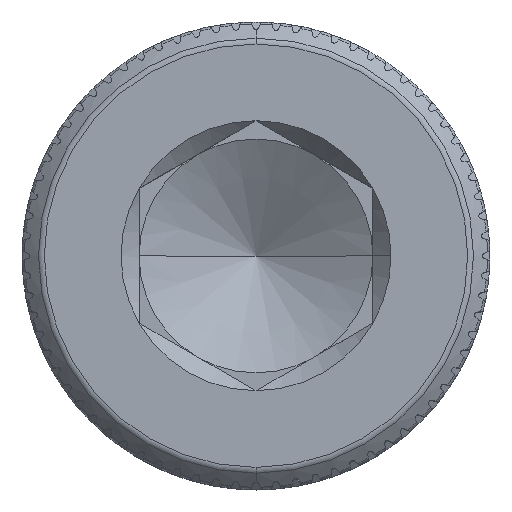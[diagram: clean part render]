
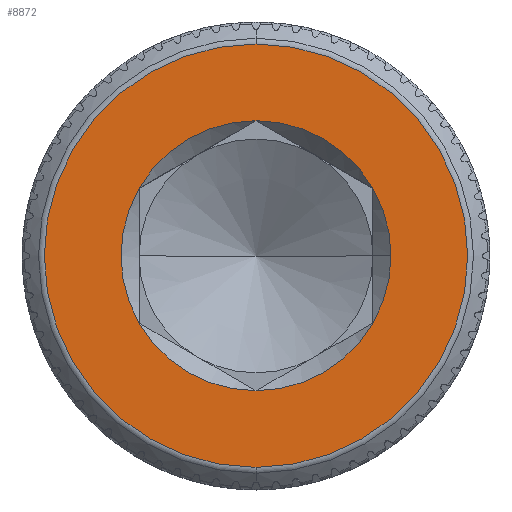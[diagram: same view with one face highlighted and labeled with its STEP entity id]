
A CAD part, top view. The second image highlights one B-rep face of the part: STEP entity #8872.
In plain terms, the highlighted planar face has unit normal (0, 0, 1).
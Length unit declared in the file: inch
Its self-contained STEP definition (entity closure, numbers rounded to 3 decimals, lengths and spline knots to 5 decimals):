
#169 = ORIENTED_EDGE ( 'NONE', *, *, #11229, .F. ) ;
#239 = CARTESIAN_POINT ( 'NONE',  ( 0., 0.33956, 1. ) ) ;
#552 = ORIENTED_EDGE ( 'NONE', *, *, #2511, .F. ) ;
#606 = ORIENTED_EDGE ( 'NONE', *, *, #5326, .F. ) ;
#1037 = DIRECTION ( 'NONE',  ( 0., 0., 1. ) ) ;
#1059 = EDGE_CURVE ( 'NONE', #11063, #3660, #19164, .T. ) ;
#1426 = CIRCLE ( 'NONE', #12755, 0.21651 ) ;
#1512 = ORIENTED_EDGE ( 'NONE', *, *, #12563, .T. ) ;
#1701 = DIRECTION ( 'NONE',  ( 0., 0., -1. ) ) ;
#2511 = EDGE_CURVE ( 'NONE', #5999, #18450, #3045, .T. ) ;
#2662 = FACE_BOUND ( 'NONE', #8636, .T. ) ;
#2831 = CARTESIAN_POINT ( 'NONE',  ( 0., -0.33956, 1. ) ) ;
#2930 = DIRECTION ( 'NONE',  ( 0., 0., 1. ) ) ;
#3000 = CARTESIAN_POINT ( 'NONE',  ( 0., 0., 1. ) ) ;
#3045 = CIRCLE ( 'NONE', #7784, 0.21651 ) ;
#3571 = AXIS2_PLACEMENT_3D ( 'NONE', #18841, #17473, #18773 ) ;
#3619 = AXIS2_PLACEMENT_3D ( 'NONE', #12477, #19153, #9225 ) ;
#3660 = VERTEX_POINT ( 'NONE', #2831 ) ;
#4030 = DIRECTION ( 'NONE',  ( 1., 0., 0. ) ) ;
#4165 = ORIENTED_EDGE ( 'NONE', *, *, #11633, .F. ) ;
#4595 = DIRECTION ( 'NONE',  ( 1., 0., 0. ) ) ;
#4718 = ORIENTED_EDGE ( 'NONE', *, *, #7252, .F. ) ;
#4833 = VERTEX_POINT ( 'NONE', #8855 ) ;
#5026 = VERTEX_POINT ( 'NONE', #15892 ) ;
#5057 = CARTESIAN_POINT ( 'NONE',  ( 0., 0., 1. ) ) ;
#5326 = EDGE_CURVE ( 'NONE', #5026, #21595, #1426, .T. ) ;
#5443 = CARTESIAN_POINT ( 'NONE',  ( 0., 0.33956, 1. ) ) ;
#5795 = AXIS2_PLACEMENT_3D ( 'NONE', #12343, #18957, #4030 ) ;
#5999 = VERTEX_POINT ( 'NONE', #20391 ) ;
#6601 = CARTESIAN_POINT ( 'NONE',  ( 0.21651, 0., 1. ) ) ;
#6749 = DIRECTION ( 'NONE',  ( 0., 0., 1. ) ) ;
#6789 = CIRCLE ( 'NONE', #21124, 0.21651 ) ;
#7252 = EDGE_CURVE ( 'NONE', #4833, #5999, #11030, .T. ) ;
#7326 = CIRCLE ( 'NONE', #5795, 0.21651 ) ;
#7784 = AXIS2_PLACEMENT_3D ( 'NONE', #15953, #10955, #9584 ) ;
#8636 = EDGE_LOOP ( 'NONE', ( #10453, #13379, #4165, #606, #169, #552, #4718 ) ) ;
#8681 = AXIS2_PLACEMENT_3D ( 'NONE', #239, #1701, #16913 ) ;
#8855 = CARTESIAN_POINT ( 'NONE',  ( -0.1875, 0.10825, 1. ) ) ;
#8872 = ADVANCED_FACE ( 'NONE', ( #2662, #11009 ), #13570, .F. ) ;
#9225 = DIRECTION ( 'NONE',  ( 1., 0., 0. ) ) ;
#9482 = CARTESIAN_POINT ( 'NONE',  ( 0., 0., 1. ) ) ;
#9584 = DIRECTION ( 'NONE',  ( 1., 0., 0. ) ) ;
#9880 = AXIS2_PLACEMENT_3D ( 'NONE', #5057, #6749, #19948 ) ;
#10453 = ORIENTED_EDGE ( 'NONE', *, *, #10519, .F. ) ;
#10505 = CARTESIAN_POINT ( 'NONE',  ( 0., -0.21651, 1. ) ) ;
#10519 = EDGE_CURVE ( 'NONE', #15006, #4833, #15900, .T. ) ;
#10955 = DIRECTION ( 'NONE',  ( 0., 0., 1. ) ) ;
#11009 = FACE_OUTER_BOUND ( 'NONE', #15803, .T. ) ;
#11030 = CIRCLE ( 'NONE', #9880, 0.21651 ) ;
#11063 = VERTEX_POINT ( 'NONE', #5443 ) ;
#11229 = EDGE_CURVE ( 'NONE', #18450, #5026, #7326, .T. ) ;
#11633 = EDGE_CURVE ( 'NONE', #21595, #14017, #6789, .T. ) ;
#12343 = CARTESIAN_POINT ( 'NONE',  ( 0., 0., 1. ) ) ;
#12477 = CARTESIAN_POINT ( 'NONE',  ( 0., 0., 1. ) ) ;
#12563 = EDGE_CURVE ( 'NONE', #3660, #11063, #15089, .T. ) ;
#12599 = DIRECTION ( 'NONE',  ( 0., -1., 0. ) ) ;
#12755 = AXIS2_PLACEMENT_3D ( 'NONE', #20416, #20495, #13847 ) ;
#12958 = CARTESIAN_POINT ( 'NONE',  ( 0.1875, 0.10825, 1. ) ) ;
#13212 = DIRECTION ( 'NONE',  ( 0., 0., 1. ) ) ;
#13379 = ORIENTED_EDGE ( 'NONE', *, *, #18016, .F. ) ;
#13570 = PLANE ( 'NONE',  #8681 ) ;
#13847 = DIRECTION ( 'NONE',  ( 1., 0., 0. ) ) ;
#14017 = VERTEX_POINT ( 'NONE', #12958 ) ;
#15006 = VERTEX_POINT ( 'NONE', #18267 ) ;
#15089 = CIRCLE ( 'NONE', #3571, 0.33956 ) ;
#15803 = EDGE_LOOP ( 'NONE', ( #1512, #18528 ) ) ;
#15892 = CARTESIAN_POINT ( 'NONE',  ( 0.1875, -0.10825, 1. ) ) ;
#15900 = CIRCLE ( 'NONE', #20944, 0.21651 ) ;
#15953 = CARTESIAN_POINT ( 'NONE',  ( 0., 0., 1. ) ) ;
#16550 = CARTESIAN_POINT ( 'NONE',  ( 0., 0., 1. ) ) ;
#16913 = DIRECTION ( 'NONE',  ( 0., 1., 0. ) ) ;
#17473 = DIRECTION ( 'NONE',  ( 0., 0., 1. ) ) ;
#18016 = EDGE_CURVE ( 'NONE', #14017, #15006, #21215, .T. ) ;
#18156 = DIRECTION ( 'NONE',  ( 1., 0., 0. ) ) ;
#18267 = CARTESIAN_POINT ( 'NONE',  ( 0., 0.21651, 1. ) ) ;
#18450 = VERTEX_POINT ( 'NONE', #10505 ) ;
#18528 = ORIENTED_EDGE ( 'NONE', *, *, #1059, .T. ) ;
#18773 = DIRECTION ( 'NONE',  ( 0., -1., 0. ) ) ;
#18841 = CARTESIAN_POINT ( 'NONE',  ( 0., 0., 1. ) ) ;
#18957 = DIRECTION ( 'NONE',  ( 0., 0., 1. ) ) ;
#19051 = AXIS2_PLACEMENT_3D ( 'NONE', #9482, #1037, #12599 ) ;
#19153 = DIRECTION ( 'NONE',  ( 0., 0., 1. ) ) ;
#19164 = CIRCLE ( 'NONE', #19051, 0.33956 ) ;
#19948 = DIRECTION ( 'NONE',  ( 1., 0., 0. ) ) ;
#20391 = CARTESIAN_POINT ( 'NONE',  ( -0.1875, -0.10825, 1. ) ) ;
#20416 = CARTESIAN_POINT ( 'NONE',  ( 0., 0., 1. ) ) ;
#20495 = DIRECTION ( 'NONE',  ( 0., 0., 1. ) ) ;
#20944 = AXIS2_PLACEMENT_3D ( 'NONE', #16550, #13212, #18156 ) ;
#21124 = AXIS2_PLACEMENT_3D ( 'NONE', #3000, #2930, #4595 ) ;
#21215 = CIRCLE ( 'NONE', #3619, 0.21651 ) ;
#21595 = VERTEX_POINT ( 'NONE', #6601 ) ;
